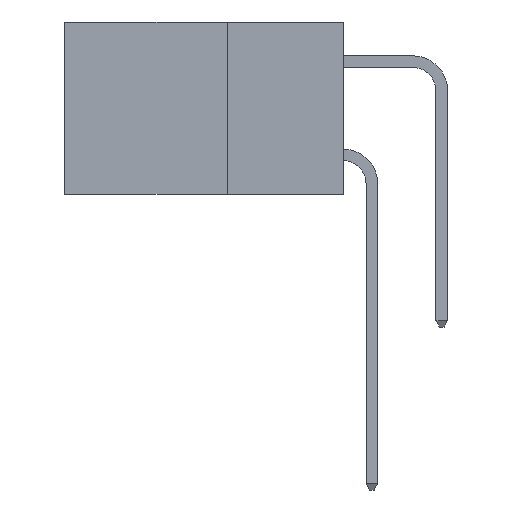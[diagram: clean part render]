
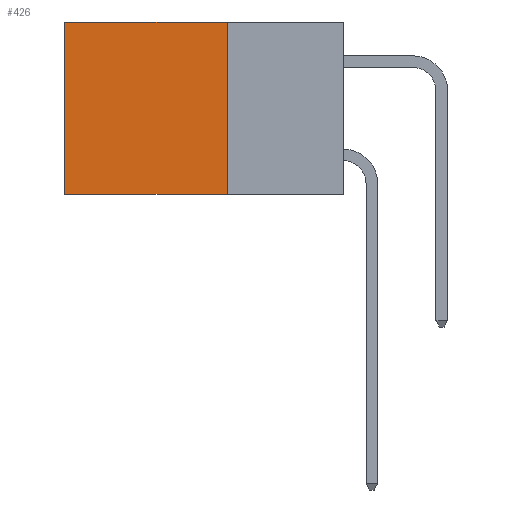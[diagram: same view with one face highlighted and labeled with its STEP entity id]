
A CAD part, left-side view. The second image highlights one B-rep face of the part: STEP entity #426.
In plain terms, the highlighted planar face has unit normal (-1, 0, 0).
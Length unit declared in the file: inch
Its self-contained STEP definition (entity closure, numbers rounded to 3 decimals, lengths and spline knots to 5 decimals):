
#426 = ADVANCED_FACE ( 'NONE', ( #5031 ), #9676, .F. ) ;
#723 = EDGE_CURVE ( 'NONE', #15842, #9886, #7622, .T. ) ;
#1460 = CARTESIAN_POINT ( 'NONE',  ( 0.2615, 0.25, -0.37 ) ) ;
#1848 = DIRECTION ( 'NONE',  ( 1., 0., 0. ) ) ;
#3581 = VECTOR ( 'NONE', #16391, 39.37008 ) ;
#4316 = ORIENTED_EDGE ( 'NONE', *, *, #6232, .T. ) ;
#4601 = CARTESIAN_POINT ( 'NONE',  ( 0.2615, 0.6, 0. ) ) ;
#5031 = FACE_OUTER_BOUND ( 'NONE', #16182, .T. ) ;
#5090 = DIRECTION ( 'NONE',  ( 0., 1., 0. ) ) ;
#5209 = CARTESIAN_POINT ( 'NONE',  ( 0.2615, 0.25, 0. ) ) ;
#5913 = CARTESIAN_POINT ( 'NONE',  ( 0.2615, 0.6, -0.37 ) ) ;
#6232 = EDGE_CURVE ( 'NONE', #15842, #12607, #13629, .T. ) ;
#6300 = DIRECTION ( 'NONE',  ( 0., 1., 0. ) ) ;
#6752 = VECTOR ( 'NONE', #12064, 39.37008 ) ;
#6796 = AXIS2_PLACEMENT_3D ( 'NONE', #1460, #1848, #13047 ) ;
#7608 = VECTOR ( 'NONE', #6300, 39.37008 ) ;
#7622 = LINE ( 'NONE', #15637, #3581 ) ;
#9022 = VERTEX_POINT ( 'NONE', #5913 ) ;
#9676 = PLANE ( 'NONE',  #6796 ) ;
#9886 = VERTEX_POINT ( 'NONE', #12029 ) ;
#12029 = CARTESIAN_POINT ( 'NONE',  ( 0.2615, 0.25, -0.37 ) ) ;
#12053 = LINE ( 'NONE', #12273, #7608 ) ;
#12064 = DIRECTION ( 'NONE',  ( 0., 0., -1. ) ) ;
#12273 = CARTESIAN_POINT ( 'NONE',  ( 0.2615, 0.25, -0.37 ) ) ;
#12607 = VERTEX_POINT ( 'NONE', #4601 ) ;
#13047 = DIRECTION ( 'NONE',  ( 0., 0., -1. ) ) ;
#13151 = VECTOR ( 'NONE', #5090, 39.37008 ) ;
#13287 = EDGE_CURVE ( 'NONE', #9886, #9022, #12053, .T. ) ;
#13629 = LINE ( 'NONE', #5209, #13151 ) ;
#14196 = CARTESIAN_POINT ( 'NONE',  ( 0.2615, 0.25, 0. ) ) ;
#14584 = ORIENTED_EDGE ( 'NONE', *, *, #723, .F. ) ;
#15637 = CARTESIAN_POINT ( 'NONE',  ( 0.2615, 0.25, -0.37 ) ) ;
#15842 = VERTEX_POINT ( 'NONE', #14196 ) ;
#16182 = EDGE_LOOP ( 'NONE', ( #16457, #17180, #14584, #4316 ) ) ;
#16391 = DIRECTION ( 'NONE',  ( 0., 0., -1. ) ) ;
#16457 = ORIENTED_EDGE ( 'NONE', *, *, #18368, .T. ) ;
#17180 = ORIENTED_EDGE ( 'NONE', *, *, #13287, .F. ) ;
#18190 = LINE ( 'NONE', #19453, #6752 ) ;
#18368 = EDGE_CURVE ( 'NONE', #12607, #9022, #18190, .T. ) ;
#19453 = CARTESIAN_POINT ( 'NONE',  ( 0.2615, 0.6, -0.37 ) ) ;
